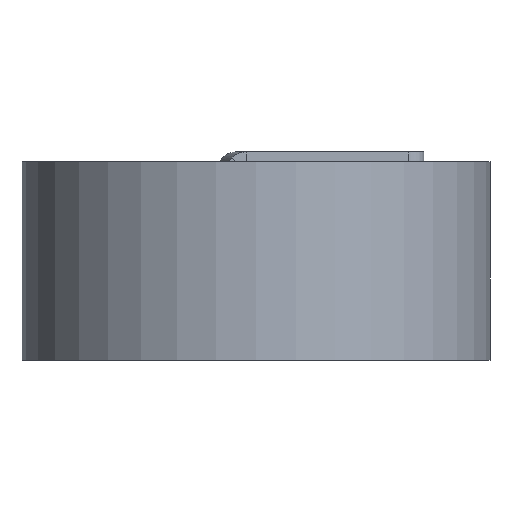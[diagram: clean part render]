
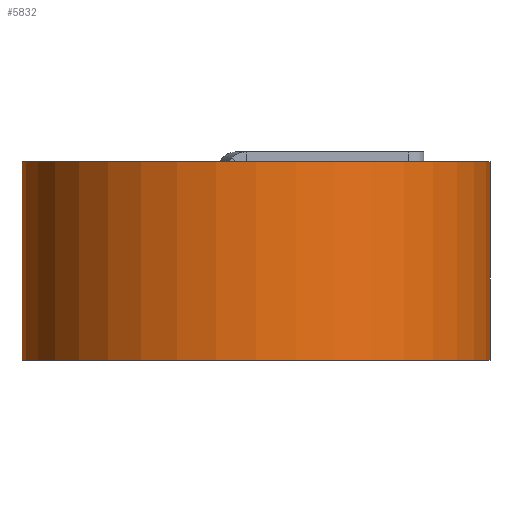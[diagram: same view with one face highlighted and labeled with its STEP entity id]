
A CAD part, front view. The second image highlights one B-rep face of the part: STEP entity #5832.
In plain terms, the highlighted cylindrical face has radius 14.155 mm (diameter 28.31 mm), a partial arc.
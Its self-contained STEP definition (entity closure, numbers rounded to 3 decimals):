
#14=CARTESIAN_POINT('',(0.,0.,-6.));
#15=DIRECTION('',(0.,0.,-1.));
#16=DIRECTION('',(0.221,0.975,0.));
#17=AXIS2_PLACEMENT_3D('',#14,#15,#16);
#1293=DIRECTION('',(0.,0.,1.));
#1294=VECTOR('',#1293,12.);
#1295=CARTESIAN_POINT('',(-3.133,13.804,-6.));
#1296=LINE('',#1295,#1294);
#1322=CARTESIAN_POINT('',(0.,0.,6.));
#1323=DIRECTION('',(0.,0.,-1.));
#1324=DIRECTION('',(0.221,0.975,0.));
#1325=AXIS2_PLACEMENT_3D('',#1322,#1323,#1324);
#1473=DIRECTION('',(0.,0.,1.));
#1474=VECTOR('',#1473,12.);
#1475=CARTESIAN_POINT('',(3.133,13.804,-6.));
#1476=LINE('',#1475,#1474);
#3413=CARTESIAN_POINT('',(3.133,13.804,-6.));
#3414=CARTESIAN_POINT('',(-3.133,13.804,-6.));
#3415=VERTEX_POINT('',#3413);
#3416=VERTEX_POINT('',#3414);
#3417=CARTESIAN_POINT('',(3.133,13.804,6.));
#3418=CARTESIAN_POINT('',(-3.133,13.804,6.));
#3419=VERTEX_POINT('',#3417);
#3420=VERTEX_POINT('',#3418);
#5821=CARTESIAN_POINT('',(0.,0.,-6.));
#5822=DIRECTION('',(0.,0.,1.));
#5823=DIRECTION('',(1.,0.,0.));
#5824=AXIS2_PLACEMENT_3D('',#5821,#5822,#5823);
#5825=CYLINDRICAL_SURFACE('',#5824,14.155);
#5826=ORIENTED_EDGE('',*,*,#4529,.T.);
#5827=ORIENTED_EDGE('',*,*,#5539,.T.);
#5828=ORIENTED_EDGE('',*,*,#5579,.F.);
#5829=ORIENTED_EDGE('',*,*,#5790,.F.);
#5830=EDGE_LOOP('',(#5826,#5827,#5828,#5829));
#5831=FACE_OUTER_BOUND('',#5830,.F.);
#5832=ADVANCED_FACE('',(#5831),#5825,.T.);
#18=CIRCLE('',#17,14.155);
#1326=CIRCLE('',#1325,14.155);
#4529=EDGE_CURVE('',#3415,#3416,#18,.T.);
#5539=EDGE_CURVE('',#3416,#3420,#1296,.T.);
#5579=EDGE_CURVE('',#3419,#3420,#1326,.T.);
#5790=EDGE_CURVE('',#3415,#3419,#1476,.T.);
